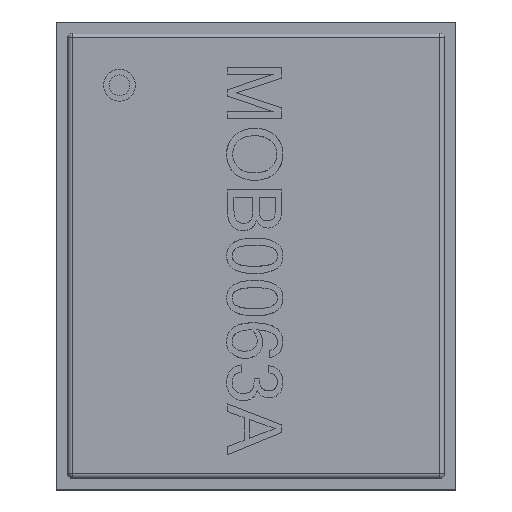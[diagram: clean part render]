
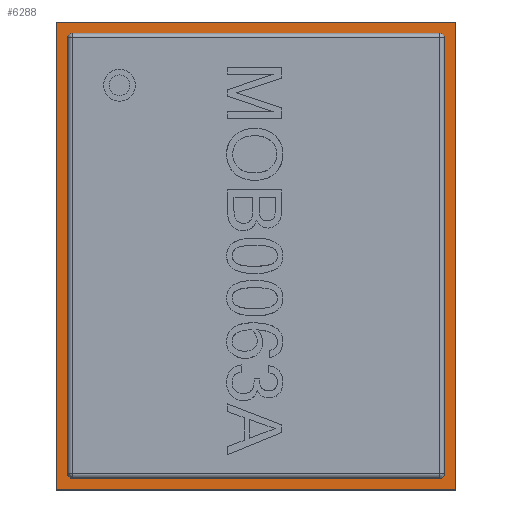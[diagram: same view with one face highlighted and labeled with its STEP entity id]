
A CAD part, top view. The second image highlights one B-rep face of the part: STEP entity #6288.
In plain terms, the highlighted planar face has unit normal (0, 0, 1).
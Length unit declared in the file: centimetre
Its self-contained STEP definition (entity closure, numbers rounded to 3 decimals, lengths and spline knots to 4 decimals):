
#2212 = AXIS2_PLACEMENT_3D ( 'NONE', #18953, #31691, #3980 ) ;
#2561 = ORIENTED_EDGE ( 'NONE', *, *, #24395, .T. ) ;
#3980 = DIRECTION ( 'NONE',  ( 1., 0., 0. ) ) ;
#5191 = LINE ( 'NONE', #30279, #31054 ) ;
#5680 = VERTEX_POINT ( 'NONE', #26545 ) ;
#5965 = EDGE_CURVE ( 'NONE', #20893, #5680, #19350, .T. ) ;
#6288 = ADVANCED_FACE ( 'NONE', ( #24789 ), #9117, .T. ) ;
#9117 = PLANE ( 'NONE',  #2212 ) ;
#10830 = CARTESIAN_POINT ( 'NONE',  ( 0.875, -1.025, 0.08 ) ) ;
#12341 = ORIENTED_EDGE ( 'NONE', *, *, #5965, .T. ) ;
#12472 = LINE ( 'NONE', #16274, #32134 ) ;
#13352 = DIRECTION ( 'NONE',  ( 1., 0., 0. ) ) ;
#14343 = EDGE_CURVE ( 'NONE', #26215, #31538, #12472, .T. ) ;
#14806 = VECTOR ( 'NONE', #13352, 100. ) ;
#15413 = VECTOR ( 'NONE', #32300, 100. ) ;
#15988 = CARTESIAN_POINT ( 'NONE',  ( 0.875, 1.025, 0.08 ) ) ;
#16274 = CARTESIAN_POINT ( 'NONE',  ( 0.875, 0., 0.08 ) ) ;
#17602 = ORIENTED_EDGE ( 'NONE', *, *, #14343, .T. ) ;
#18094 = EDGE_CURVE ( 'NONE', #5680, #26215, #19545, .T. ) ;
#18953 = CARTESIAN_POINT ( 'NONE',  ( 0., 0., 0.08 ) ) ;
#19350 = LINE ( 'NONE', #27526, #15413 ) ;
#19545 = LINE ( 'NONE', #21024, #14806 ) ;
#20778 = ORIENTED_EDGE ( 'NONE', *, *, #18094, .T. ) ;
#20893 = VERTEX_POINT ( 'NONE', #28173 ) ;
#21024 = CARTESIAN_POINT ( 'NONE',  ( 0., -1.025, 0.08 ) ) ;
#24395 = EDGE_CURVE ( 'NONE', #31538, #20893, #5191, .T. ) ;
#24789 = FACE_OUTER_BOUND ( 'NONE', #32253, .T. ) ;
#26215 = VERTEX_POINT ( 'NONE', #10830 ) ;
#26545 = CARTESIAN_POINT ( 'NONE',  ( -0.875, -1.025, 0.08 ) ) ;
#27526 = CARTESIAN_POINT ( 'NONE',  ( -0.875, 0., 0.08 ) ) ;
#27838 = DIRECTION ( 'NONE',  ( -1., 0., 0. ) ) ;
#28173 = CARTESIAN_POINT ( 'NONE',  ( -0.875, 1.025, 0.08 ) ) ;
#30279 = CARTESIAN_POINT ( 'NONE',  ( 0., 1.025, 0.08 ) ) ;
#31054 = VECTOR ( 'NONE', #27838, 100. ) ;
#31207 = DIRECTION ( 'NONE',  ( 0., 1., 0. ) ) ;
#31538 = VERTEX_POINT ( 'NONE', #15988 ) ;
#31691 = DIRECTION ( 'NONE',  ( 0., 0., 1. ) ) ;
#32134 = VECTOR ( 'NONE', #31207, 100. ) ;
#32253 = EDGE_LOOP ( 'NONE', ( #20778, #17602, #2561, #12341 ) ) ;
#32300 = DIRECTION ( 'NONE',  ( 0., -1., 0. ) ) ;
